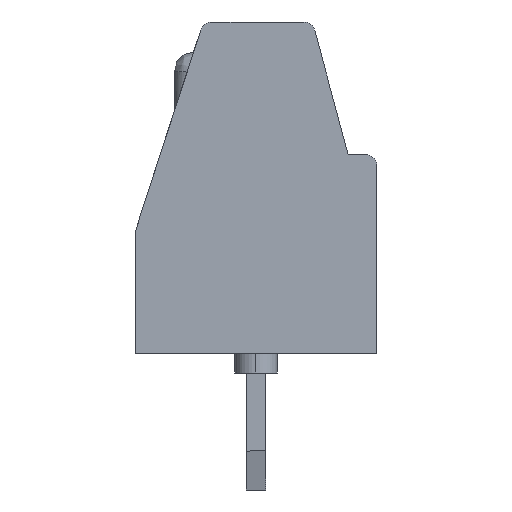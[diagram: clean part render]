
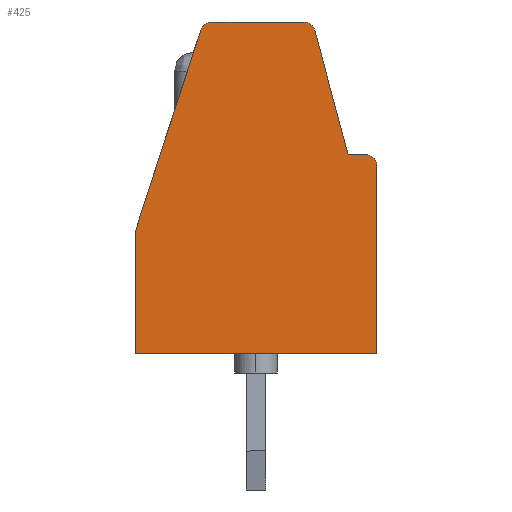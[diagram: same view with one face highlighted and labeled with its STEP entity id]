
A CAD part, left-side view. The second image highlights one B-rep face of the part: STEP entity #425.
In plain terms, the highlighted planar face has unit normal (-1, 0, 0).
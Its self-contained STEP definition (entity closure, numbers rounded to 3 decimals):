
#42 = CARTESIAN_POINT ( 'NONE',  ( -15.47, 21.223, 8.5 ) ) ;
#56 = DIRECTION ( 'NONE',  ( 0., 1., 0. ) ) ;
#242 = VERTEX_POINT ( 'NONE', #8315 ) ;
#381 = CARTESIAN_POINT ( 'NONE',  ( -15.47, -1.22, 8.2 ) ) ;
#402 = VERTEX_POINT ( 'NONE', #11429 ) ;
#425 = ADVANCED_FACE ( 'NONE', ( #12120 ), #11619, .F. ) ;
#837 = CARTESIAN_POINT ( 'NONE',  ( -15.47, 3.1, 0. ) ) ;
#1161 = ORIENTED_EDGE ( 'NONE', *, *, #15814, .F. ) ;
#1829 = CARTESIAN_POINT ( 'NONE',  ( -15.47, -2.8, 5.1 ) ) ;
#1889 = DIRECTION ( 'NONE',  ( 1., 0., 0. ) ) ;
#1956 = DIRECTION ( 'NONE',  ( 1., 0., 0. ) ) ;
#2245 = VERTEX_POINT ( 'NONE', #1829 ) ;
#2519 = ORIENTED_EDGE ( 'NONE', *, *, #3381, .F. ) ;
#2525 = VECTOR ( 'NONE', #5278, 1000. ) ;
#2567 = VECTOR ( 'NONE', #15878, 1000. ) ;
#2995 = LINE ( 'NONE', #11339, #10984 ) ;
#3051 = CARTESIAN_POINT ( 'NONE',  ( -15.47, -3.1, -6.451 ) ) ;
#3381 = EDGE_CURVE ( 'NONE', #242, #11949, #3459, .T. ) ;
#3459 = LINE ( 'NONE', #7475, #2567 ) ;
#3629 = ORIENTED_EDGE ( 'NONE', *, *, #6611, .F. ) ;
#4179 = CARTESIAN_POINT ( 'NONE',  ( -15.47, 3.1, 3.114 ) ) ;
#4455 = EDGE_CURVE ( 'NONE', #13361, #9289, #2995, .T. ) ;
#4545 = VERTEX_POINT ( 'NONE', #8593 ) ;
#4601 = DIRECTION ( 'NONE',  ( 0., 0., -1. ) ) ;
#4866 = CARTESIAN_POINT ( 'NONE',  ( -15.47, -1.22, 8.5 ) ) ;
#4870 = ORIENTED_EDGE ( 'NONE', *, *, #8786, .F. ) ;
#4890 = AXIS2_PLACEMENT_3D ( 'NONE', #8681, #11432, #10091 ) ;
#5099 = VERTEX_POINT ( 'NONE', #4866 ) ;
#5269 = EDGE_CURVE ( 'NONE', #13228, #5099, #13188, .T. ) ;
#5278 = DIRECTION ( 'NONE',  ( 0., -0.309, 0.951 ) ) ;
#5867 = CARTESIAN_POINT ( 'NONE',  ( -15.47, -2.8, 4.8 ) ) ;
#6108 = CARTESIAN_POINT ( 'NONE',  ( -15.47, 1.132, 8.5 ) ) ;
#6532 = AXIS2_PLACEMENT_3D ( 'NONE', #11489, #1889, #11548 ) ;
#6611 = EDGE_CURVE ( 'NONE', #5099, #242, #13077, .T. ) ;
#6613 = EDGE_CURVE ( 'NONE', #402, #13228, #15696, .T. ) ;
#6860 = DIRECTION ( 'NONE',  ( 0., -1., 0. ) ) ;
#6908 = LINE ( 'NONE', #9556, #8649 ) ;
#7475 = CARTESIAN_POINT ( 'NONE',  ( -15.47, -1.51, 8.278 ) ) ;
#7587 = CIRCLE ( 'NONE', #14219, 0.3 ) ;
#7610 = AXIS2_PLACEMENT_3D ( 'NONE', #381, #10016, #12691 ) ;
#8010 = DIRECTION ( 'NONE',  ( 0., -1., 0. ) ) ;
#8315 = CARTESIAN_POINT ( 'NONE',  ( -15.47, -1.51, 8.278 ) ) ;
#8357 = EDGE_LOOP ( 'NONE', ( #9568, #10164, #2519, #3629, #10092, #16791, #4870, #14050, #11867, #1161 ) ) ;
#8593 = CARTESIAN_POINT ( 'NONE',  ( -15.47, -3.1, 0. ) ) ;
#8649 = VECTOR ( 'NONE', #56, 1000. ) ;
#8681 = CARTESIAN_POINT ( 'NONE',  ( -15.47, 1.132, 8.2 ) ) ;
#8786 = EDGE_CURVE ( 'NONE', #9289, #402, #16783, .T. ) ;
#9289 = VERTEX_POINT ( 'NONE', #4179 ) ;
#9497 = VECTOR ( 'NONE', #6860, 1000. ) ;
#9556 = CARTESIAN_POINT ( 'NONE',  ( -15.47, -2.54, 0. ) ) ;
#9568 = ORIENTED_EDGE ( 'NONE', *, *, #12314, .F. ) ;
#9599 = CARTESIAN_POINT ( 'NONE',  ( -15.47, -3.1, 4.8 ) ) ;
#10016 = DIRECTION ( 'NONE',  ( 1., 0., 0. ) ) ;
#10091 = DIRECTION ( 'NONE',  ( 0., 1., 0. ) ) ;
#10092 = ORIENTED_EDGE ( 'NONE', *, *, #5269, .F. ) ;
#10164 = ORIENTED_EDGE ( 'NONE', *, *, #14613, .F. ) ;
#10830 = CARTESIAN_POINT ( 'NONE',  ( -15.47, -2.361, 5.1 ) ) ;
#10984 = VECTOR ( 'NONE', #12664, 1000. ) ;
#11339 = CARTESIAN_POINT ( 'NONE',  ( -15.47, 3.1, -6.451 ) ) ;
#11429 = CARTESIAN_POINT ( 'NONE',  ( -15.47, 1.417, 8.293 ) ) ;
#11432 = DIRECTION ( 'NONE',  ( 1., 0., 0. ) ) ;
#11457 = LINE ( 'NONE', #10830, #12117 ) ;
#11489 = CARTESIAN_POINT ( 'NONE',  ( -15.47, 21.223, -6.451 ) ) ;
#11536 = CARTESIAN_POINT ( 'NONE',  ( -15.47, -2.361, 5.1 ) ) ;
#11548 = DIRECTION ( 'NONE',  ( 0., 1., 0. ) ) ;
#11619 = PLANE ( 'NONE',  #6532 ) ;
#11867 = ORIENTED_EDGE ( 'NONE', *, *, #14163, .F. ) ;
#11949 = VERTEX_POINT ( 'NONE', #11536 ) ;
#12117 = VECTOR ( 'NONE', #8010, 1000. ) ;
#12120 = FACE_OUTER_BOUND ( 'NONE', #8357, .T. ) ;
#12314 = EDGE_CURVE ( 'NONE', #2245, #17264, #7587, .T. ) ;
#12664 = DIRECTION ( 'NONE',  ( 0., 0., 1. ) ) ;
#12691 = DIRECTION ( 'NONE',  ( 0., 1., 0. ) ) ;
#13077 = CIRCLE ( 'NONE', #7610, 0.3 ) ;
#13188 = LINE ( 'NONE', #42, #9497 ) ;
#13228 = VERTEX_POINT ( 'NONE', #6108 ) ;
#13361 = VERTEX_POINT ( 'NONE', #837 ) ;
#13762 = LINE ( 'NONE', #3051, #14191 ) ;
#14050 = ORIENTED_EDGE ( 'NONE', *, *, #4455, .F. ) ;
#14163 = EDGE_CURVE ( 'NONE', #4545, #13361, #6908, .T. ) ;
#14191 = VECTOR ( 'NONE', #4601, 1000. ) ;
#14219 = AXIS2_PLACEMENT_3D ( 'NONE', #5867, #1956, #16923 ) ;
#14613 = EDGE_CURVE ( 'NONE', #11949, #2245, #11457, .T. ) ;
#15696 = CIRCLE ( 'NONE', #4890, 0.3 ) ;
#15814 = EDGE_CURVE ( 'NONE', #17264, #4545, #13762, .T. ) ;
#15878 = DIRECTION ( 'NONE',  ( 0., -0.259, -0.966 ) ) ;
#16222 = CARTESIAN_POINT ( 'NONE',  ( -15.47, 3.1, 3.114 ) ) ;
#16783 = LINE ( 'NONE', #16222, #2525 ) ;
#16791 = ORIENTED_EDGE ( 'NONE', *, *, #6613, .F. ) ;
#16923 = DIRECTION ( 'NONE',  ( 0., 1., 0. ) ) ;
#17264 = VERTEX_POINT ( 'NONE', #9599 ) ;
